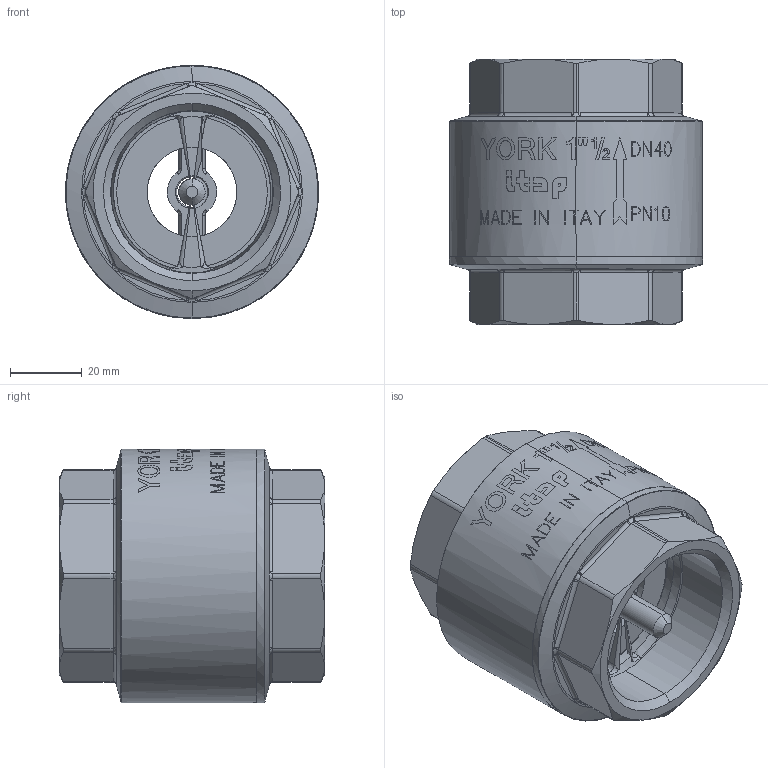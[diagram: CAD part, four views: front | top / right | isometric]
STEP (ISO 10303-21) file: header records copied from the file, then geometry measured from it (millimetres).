
FILE_DESCRIPTION (( 'STEP AP214' ), '1' );
FILE_NAME ('IT-YORK10308.STEP', '2018-09-24T08:45:25', ( '' ), ( '' ), 'SwSTEP 2.0', 'SolidWorks 2018', '' );
FILE_SCHEMA (( 'AUTOMOTIVE_DESIGN' ));
Length unit declared in the file: millimetre
Products named in the file (1): IT-YORK10308
Bounding box: 70.47 x 73.98 x 70.5 mm (x, y, z)
Surface area: 37091.7 mm2 (no closed solid volume)
Topology: 0 solids, 9 shells, 291 faces, 1110 edges, 867 vertices
Faces by surface type: cylinder 108, bspline 76, plane 49, cone 38, torus 20
Entity records: 18532 total; most frequent: CARTESIAN_POINT 11480, ORIENTED_EDGE 2162, EDGE_CURVE 1109, B_SPLINE_CURVE_WITH_KNOTS 1040, VERTEX_POINT 867, DIRECTION 432, EDGE_LOOP 344, FACE_OUTER_BOUND 291
